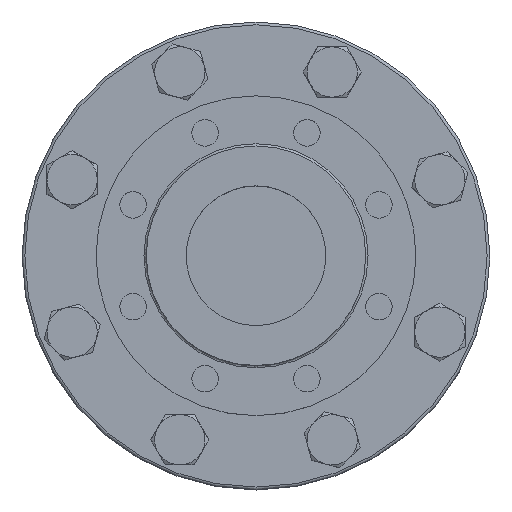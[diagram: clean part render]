
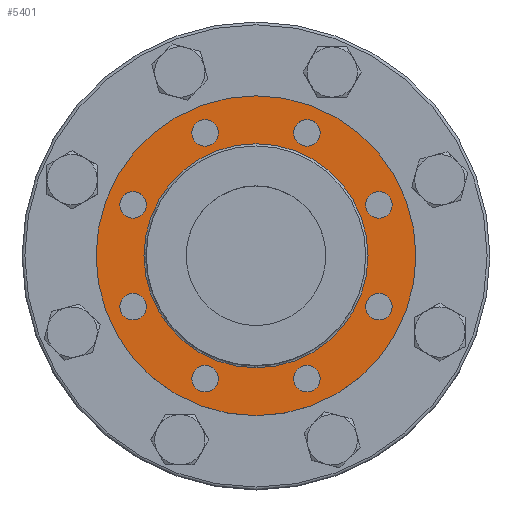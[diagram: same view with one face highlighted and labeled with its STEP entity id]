
A CAD part, top view. The second image highlights one B-rep face of the part: STEP entity #5401.
In plain terms, the highlighted planar face has unit normal (0, 0, 1).
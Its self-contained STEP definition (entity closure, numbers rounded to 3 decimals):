
#5271=CARTESIAN_POINT('',(80.2,0.0,105.4));
#5272=VERTEX_POINT('',#5271);
#5273=CARTESIAN_POINT('',(0.,0.0,105.4));
#5274=DIRECTION('',(0.0,0.0,1.0));
#5275=DIRECTION('',(-1.0,0.0,0.0));
#5276=AXIS2_PLACEMENT_3D('',#5273,#5274,#5275);
#5277=CIRCLE('',#5276,80.2);
#5278=EDGE_CURVE('',#5272,#5272,#5277,.T.);
#5294=CARTESIAN_POINT('',(96.55,0.0,105.4));
#5295=DIRECTION('',(0.0,0.0,1.0));
#5296=DIRECTION('',(1.0,0.0,0.0));
#5297=AXIS2_PLACEMENT_3D('',#5294,#5295,#5296);
#5298=PLANE('',#5297);
#5299=CARTESIAN_POINT('',(114.5,0.0,105.4));
#5300=VERTEX_POINT('',#5299);
#5301=CARTESIAN_POINT('',(0.,0.0,105.4));
#5302=DIRECTION('',(0.0,0.0,1.0));
#5303=DIRECTION('',(1.0,0.0,0.0));
#5304=AXIS2_PLACEMENT_3D('',#5301,#5302,#5303);
#5305=CIRCLE('',#5304,114.5);
#5306=EDGE_CURVE('',#5300,#5300,#5305,.T.);
#5307=ORIENTED_EDGE('',*,*,#5306,.T.);
#5308=EDGE_LOOP('',(#5307));
#5309=FACE_OUTER_BOUND('',#5308,.T.);
#5310=CARTESIAN_POINT('',(26.951,-88.,105.4));
#5311=VERTEX_POINT('',#5310);
#5312=CARTESIAN_POINT('',(36.451,-88.,105.4));
#5313=DIRECTION('',(0.0,0.0,-1.0));
#5314=DIRECTION('',(1.0,0.0,0.0));
#5315=AXIS2_PLACEMENT_3D('',#5312,#5313,#5314);
#5316=CIRCLE('',#5315,9.5);
#5317=EDGE_CURVE('',#5311,#5311,#5316,.T.);
#5318=ORIENTED_EDGE('',*,*,#5317,.T.);
#5319=EDGE_LOOP('',(#5318));
#5320=FACE_BOUND('',#5319,.T.);
#5321=CARTESIAN_POINT('',(81.282,-43.168,105.4));
#5322=VERTEX_POINT('',#5321);
#5323=CARTESIAN_POINT('',(88.,-36.451,105.4));
#5324=DIRECTION('',(0.,0.,-1.));
#5325=DIRECTION('',(0.707,0.707,0.));
#5326=AXIS2_PLACEMENT_3D('',#5323,#5324,#5325);
#5327=CIRCLE('',#5326,9.5);
#5328=EDGE_CURVE('',#5322,#5322,#5327,.T.);
#5329=ORIENTED_EDGE('',*,*,#5328,.T.);
#5330=EDGE_LOOP('',(#5329));
#5331=FACE_BOUND('',#5330,.T.);
#5332=CARTESIAN_POINT('',(88.,26.951,105.4));
#5333=VERTEX_POINT('',#5332);
#5334=CARTESIAN_POINT('',(88.,36.451,105.4));
#5335=DIRECTION('',(0.0,0.0,-1.0));
#5336=DIRECTION('',(0.0,1.0,0.0));
#5337=AXIS2_PLACEMENT_3D('',#5334,#5335,#5336);
#5338=CIRCLE('',#5337,9.5);
#5339=EDGE_CURVE('',#5333,#5333,#5338,.T.);
#5340=ORIENTED_EDGE('',*,*,#5339,.T.);
#5341=EDGE_LOOP('',(#5340));
#5342=FACE_BOUND('',#5341,.T.);
#5343=CARTESIAN_POINT('',(43.168,81.282,105.4));
#5344=VERTEX_POINT('',#5343);
#5345=CARTESIAN_POINT('',(36.451,88.,105.4));
#5346=DIRECTION('',(0.,0.,-1.));
#5347=DIRECTION('',(-0.707,0.707,0.));
#5348=AXIS2_PLACEMENT_3D('',#5345,#5346,#5347);
#5349=CIRCLE('',#5348,9.5);
#5350=EDGE_CURVE('',#5344,#5344,#5349,.T.);
#5351=ORIENTED_EDGE('',*,*,#5350,.T.);
#5352=EDGE_LOOP('',(#5351));
#5353=FACE_BOUND('',#5352,.T.);
#5354=CARTESIAN_POINT('',(-26.951,88.,105.4));
#5355=VERTEX_POINT('',#5354);
#5356=CARTESIAN_POINT('',(-36.451,88.,105.4));
#5357=DIRECTION('',(0.0,0.0,-1.0));
#5358=DIRECTION('',(-1.0,0.0,0.0));
#5359=AXIS2_PLACEMENT_3D('',#5356,#5357,#5358);
#5360=CIRCLE('',#5359,9.5);
#5361=EDGE_CURVE('',#5355,#5355,#5360,.T.);
#5362=ORIENTED_EDGE('',*,*,#5361,.T.);
#5363=EDGE_LOOP('',(#5362));
#5364=FACE_BOUND('',#5363,.T.);
#5365=CARTESIAN_POINT('',(-81.282,43.168,105.4));
#5366=VERTEX_POINT('',#5365);
#5367=CARTESIAN_POINT('',(-88.,36.451,105.4));
#5368=DIRECTION('',(0.,0.,-1.0));
#5369=DIRECTION('',(-0.707,-0.707,0.));
#5370=AXIS2_PLACEMENT_3D('',#5367,#5368,#5369);
#5371=CIRCLE('',#5370,9.5);
#5372=EDGE_CURVE('',#5366,#5366,#5371,.T.);
#5373=ORIENTED_EDGE('',*,*,#5372,.T.);
#5374=EDGE_LOOP('',(#5373));
#5375=FACE_BOUND('',#5374,.T.);
#5376=CARTESIAN_POINT('',(-88.,-26.951,105.4));
#5377=VERTEX_POINT('',#5376);
#5378=CARTESIAN_POINT('',(-88.,-36.451,105.4));
#5379=DIRECTION('',(0.0,0.0,-1.0));
#5380=DIRECTION('',(0.0,-1.0,0.0));
#5381=AXIS2_PLACEMENT_3D('',#5378,#5379,#5380);
#5382=CIRCLE('',#5381,9.5);
#5383=EDGE_CURVE('',#5377,#5377,#5382,.T.);
#5384=ORIENTED_EDGE('',*,*,#5383,.T.);
#5385=EDGE_LOOP('',(#5384));
#5386=FACE_BOUND('',#5385,.T.);
#5387=CARTESIAN_POINT('',(-43.168,-81.282,105.4));
#5388=VERTEX_POINT('',#5387);
#5389=CARTESIAN_POINT('',(-36.451,-88.,105.4));
#5390=DIRECTION('',(0.,0.,-1.0));
#5391=DIRECTION('',(0.707,-0.707,0.));
#5392=AXIS2_PLACEMENT_3D('',#5389,#5390,#5391);
#5393=CIRCLE('',#5392,9.5);
#5394=EDGE_CURVE('',#5388,#5388,#5393,.T.);
#5395=ORIENTED_EDGE('',*,*,#5394,.T.);
#5396=EDGE_LOOP('',(#5395));
#5397=FACE_BOUND('',#5396,.T.);
#5398=ORIENTED_EDGE('',*,*,#5278,.F.);
#5399=EDGE_LOOP('',(#5398));
#5400=FACE_BOUND('',#5399,.T.);
#5401=ADVANCED_FACE('',(#5309,#5320,#5331,#5342,#5353,#5364,#5375,#5386,#5397,#5400),#5298,.T.);
